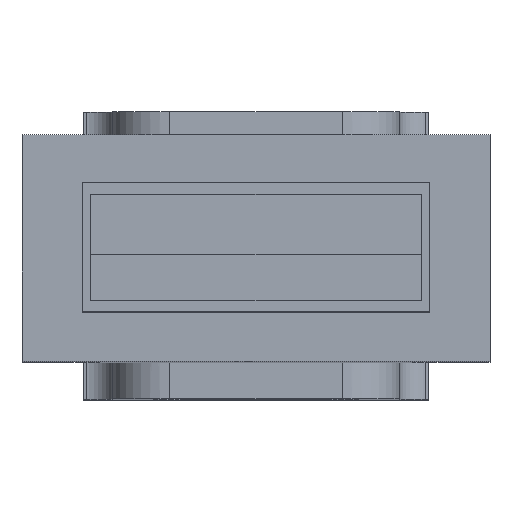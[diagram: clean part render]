
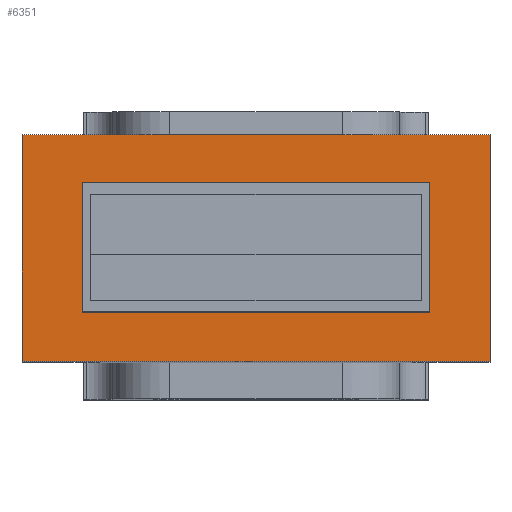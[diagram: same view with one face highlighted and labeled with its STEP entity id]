
A CAD part, top view. The second image highlights one B-rep face of the part: STEP entity #6351.
In plain terms, the highlighted planar face has unit normal (0, 0, 1).
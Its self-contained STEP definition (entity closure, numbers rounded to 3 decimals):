
#47=LINE('',#8286,#617);
#49=LINE('',#8290,#619);
#55=LINE('',#8310,#625);
#114=LINE('',#8442,#684);
#179=LINE('',#8606,#749);
#181=LINE('',#8609,#751);
#182=LINE('',#8610,#752);
#183=LINE('',#8611,#753);
#617=VECTOR('',#6991,1000.);
#619=VECTOR('',#6995,1000.);
#625=VECTOR('',#7011,1000.);
#684=VECTOR('',#7084,1000.);
#749=VECTOR('',#7187,1000.);
#751=VECTOR('',#7191,1000.);
#752=VECTOR('',#7192,1000.);
#753=VECTOR('',#7193,1000.);
#1181=PLANE('',#6644);
#1670=ORIENTED_EDGE('',*,*,#2850,.F.);
#1671=ORIENTED_EDGE('',*,*,#3010,.F.);
#1672=ORIENTED_EDGE('',*,*,#2852,.T.);
#1673=ORIENTED_EDGE('',*,*,#3011,.T.);
#1674=ORIENTED_EDGE('',*,*,#2927,.T.);
#1675=ORIENTED_EDGE('',*,*,#3012,.F.);
#1676=ORIENTED_EDGE('',*,*,#2862,.F.);
#1677=ORIENTED_EDGE('',*,*,#3008,.T.);
#2850=EDGE_CURVE('',#3522,#3521,#47,.T.);
#2852=EDGE_CURVE('',#3524,#3523,#49,.T.);
#2862=EDGE_CURVE('',#3533,#3534,#55,.T.);
#2927=EDGE_CURVE('',#3599,#3597,#114,.T.);
#3008=EDGE_CURVE('',#3533,#3599,#179,.T.);
#3010=EDGE_CURVE('',#3524,#3522,#181,.T.);
#3011=EDGE_CURVE('',#3523,#3521,#182,.T.);
#3012=EDGE_CURVE('',#3534,#3597,#183,.T.);
#3521=VERTEX_POINT('',#8283);
#3522=VERTEX_POINT('',#8285);
#3523=VERTEX_POINT('',#8289);
#3524=VERTEX_POINT('',#8291);
#3533=VERTEX_POINT('',#8311);
#3534=VERTEX_POINT('',#8312);
#3597=VERTEX_POINT('',#8440);
#3599=VERTEX_POINT('',#8443);
#3982=EDGE_LOOP('',(#1670,#1671,#1672,#1673));
#3983=EDGE_LOOP('',(#1674,#1675,#1676,#1677));
#4264=FACE_BOUND('',#3982,.T.);
#4265=FACE_BOUND('',#3983,.T.);
#6351=ADVANCED_FACE('',(#4264,#4265),#1181,.F.);
#6644=AXIS2_PLACEMENT_3D('',#8608,#7189,#7190);
#6991=DIRECTION('',(0.,-1.,0.));
#6995=DIRECTION('',(0.,-1.,0.));
#7011=DIRECTION('',(1.,0.,0.));
#7084=DIRECTION('',(1.,0.,0.));
#7187=DIRECTION('',(0.,-1.,0.));
#7189=DIRECTION('',(0.,0.,-1.));
#7190=DIRECTION('',(-1.,0.,0.));
#7191=DIRECTION('',(-1.,0.,0.));
#7192=DIRECTION('',(-1.,0.,0.));
#7193=DIRECTION('',(0.,-1.,0.));
#8283=CARTESIAN_POINT('',(-6.05,-2.25,-12.2));
#8285=CARTESIAN_POINT('',(-6.05,2.25,-12.2));
#8286=CARTESIAN_POINT('',(-6.05,3.95,-12.2));
#8289=CARTESIAN_POINT('',(6.05,-2.25,-12.2));
#8290=CARTESIAN_POINT('',(6.05,3.95,-12.2));
#8291=CARTESIAN_POINT('',(6.05,2.25,-12.2));
#8310=CARTESIAN_POINT('',(-8.15,3.95,-12.2));
#8311=CARTESIAN_POINT('',(-8.15,3.95,-12.2));
#8312=CARTESIAN_POINT('',(8.15,3.95,-12.2));
#8440=CARTESIAN_POINT('',(8.15,-3.95,-12.2));
#8442=CARTESIAN_POINT('',(-8.15,-3.95,-12.2));
#8443=CARTESIAN_POINT('',(-8.15,-3.95,-12.2));
#8606=CARTESIAN_POINT('',(-8.15,3.95,-12.2));
#8608=CARTESIAN_POINT('',(-8.15,3.95,-12.2));
#8609=CARTESIAN_POINT('',(8.,2.25,-12.2));
#8610=CARTESIAN_POINT('',(8.,-2.25,-12.2));
#8611=CARTESIAN_POINT('',(8.15,3.95,-12.2));
